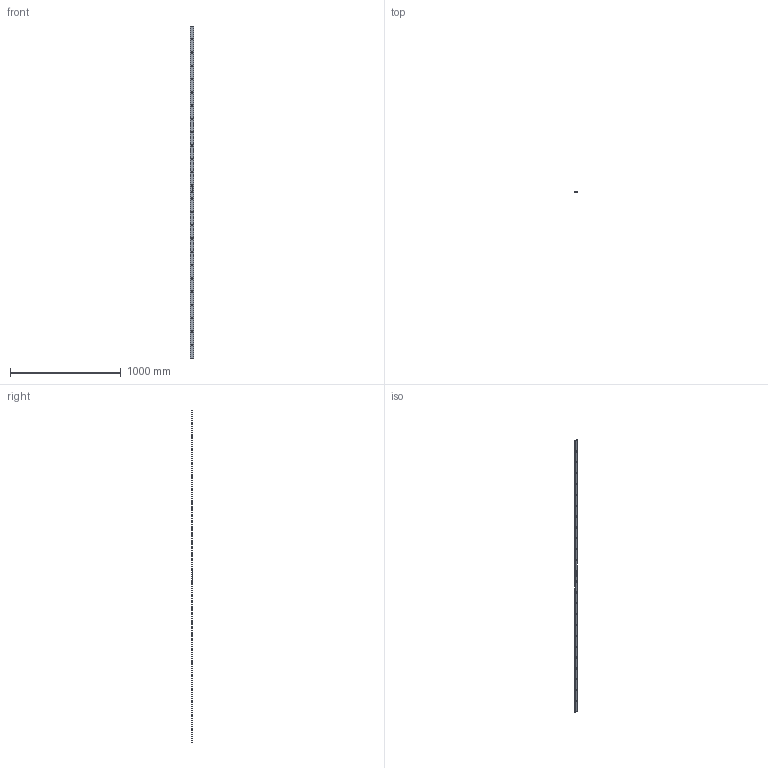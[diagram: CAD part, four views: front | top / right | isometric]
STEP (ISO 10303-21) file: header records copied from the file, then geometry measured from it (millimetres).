
FILE_DESCRIPTION (( 'STEP AP203' ), '1' );
FILE_NAME ('1459-83M.step', '2022-07-04T07:47:43', ( '' ), ( '' ), 'SwSTEP 2.0', 'SolidWorks 2018', '' );
FILE_SCHEMA (( 'CONFIG_CONTROL_DESIGN' ));
Length unit declared in the file: millimetre
Products named in the file (1): 1459-83M
Bounding box: 30 x 8 x 3000 mm (x, y, z)
Volume: 694514.5 mm3; surface area: 229962.2 mm2
Topology: 1 solids, 1 shells, 294 faces, 804 edges, 536 vertices
Faces by surface type: plane 154, bspline 116, cylinder 24
Full cylindrical faces by diameter (mm): 13 x24
Entity records: 14521 total; most frequent: CARTESIAN_POINT 7735, ORIENTED_EDGE 1560, DIRECTION 954, EDGE_CURVE 780, VERTEX_POINT 536, VECTOR 500, LINE 500, EDGE_LOOP 390
